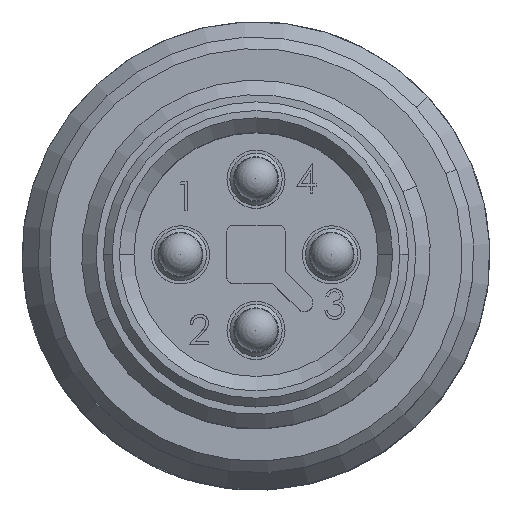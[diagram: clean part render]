
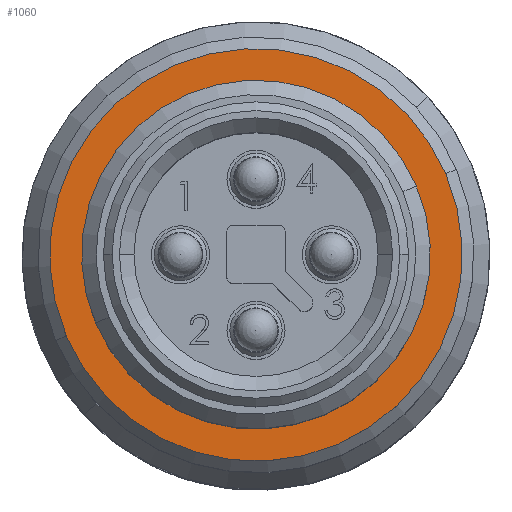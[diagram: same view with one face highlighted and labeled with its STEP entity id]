
A CAD part, top view. The second image highlights one B-rep face of the part: STEP entity #1060.
In plain terms, the highlighted planar face has unit normal (0, 0, 1).
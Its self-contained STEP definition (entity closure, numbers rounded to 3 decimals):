
#1060=ADVANCED_FACE('',(#1370,#1371),#1283,.F.);
#1283=PLANE('',#3792);
#1370=FACE_BOUND('',#1475,.T.);
#1371=FACE_BOUND('',#1476,.T.);
#1475=EDGE_LOOP('',(#1769,#1770));
#1476=EDGE_LOOP('',(#1771,#1772));
#1769=ORIENTED_EDGE('',*,*,#3113,.T.);
#1770=ORIENTED_EDGE('',*,*,#3110,.T.);
#1771=ORIENTED_EDGE('',*,*,#3114,.T.);
#1772=ORIENTED_EDGE('',*,*,#3115,.T.);
#2771=VERTEX_POINT('',#5194);
#2772=VERTEX_POINT('',#5196);
#2773=VERTEX_POINT('',#5203);
#2774=VERTEX_POINT('',#5204);
#3110=EDGE_CURVE('',#2772,#2771,#3612,.T.);
#3113=EDGE_CURVE('',#2771,#2772,#3614,.T.);
#3114=EDGE_CURVE('',#2773,#2774,#3615,.T.);
#3115=EDGE_CURVE('',#2774,#2773,#3616,.T.);
#3612=CIRCLE('',#3785,7.1);
#3614=CIRCLE('',#3788,7.1);
#3615=CIRCLE('',#3790,6.);
#3616=CIRCLE('',#3791,6.);
#3785=AXIS2_PLACEMENT_3D('',#5195,#4174,#4175);
#3788=AXIS2_PLACEMENT_3D('',#5200,#4181,#4182);
#3790=AXIS2_PLACEMENT_3D('',#5202,#4185,#4186);
#3791=AXIS2_PLACEMENT_3D('',#5205,#4187,#4188);
#3792=AXIS2_PLACEMENT_3D('',#5206,#4189,#4190);
#4174=DIRECTION('',(0.,0.,1.));
#4175=DIRECTION('',(0.919,0.393,0.));
#4181=DIRECTION('',(0.,0.,1.));
#4182=DIRECTION('',(-0.919,-0.393,0.));
#4185=DIRECTION('',(0.,0.,-1.));
#4186=DIRECTION('',(0.919,0.393,0.));
#4187=DIRECTION('',(0.,0.,-1.));
#4188=DIRECTION('',(-0.919,-0.393,0.));
#4189=DIRECTION('',(0.,0.,-1.));
#4190=DIRECTION('',(0.919,0.393,0.));
#5194=CARTESIAN_POINT('',(-6.528,-2.792,-9.2));
#5195=CARTESIAN_POINT('',(0.,0.,-9.2));
#5196=CARTESIAN_POINT('',(6.528,2.792,-9.2));
#5200=CARTESIAN_POINT('',(0.,0.,-9.2));
#5202=CARTESIAN_POINT('',(0.,0.,-9.2));
#5203=CARTESIAN_POINT('',(5.517,2.359,-9.2));
#5204=CARTESIAN_POINT('',(-5.517,-2.359,-9.2));
#5205=CARTESIAN_POINT('',(0.,0.,-9.2));
#5206=CARTESIAN_POINT('',(-2.359,5.517,-9.2));
